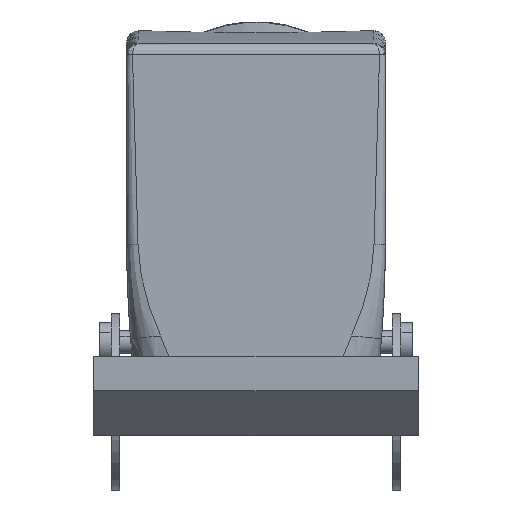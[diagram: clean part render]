
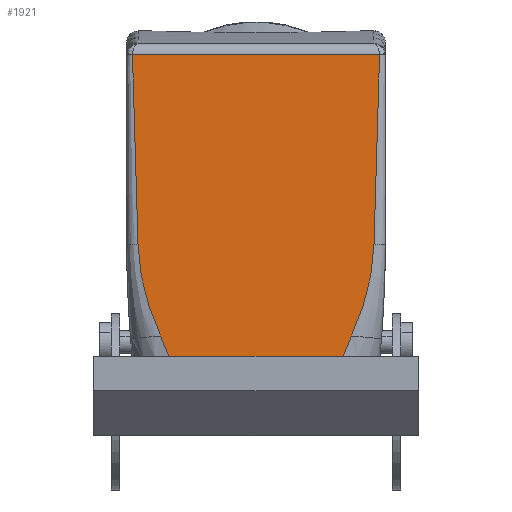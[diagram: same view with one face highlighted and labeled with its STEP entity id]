
A CAD part, front view. The second image highlights one B-rep face of the part: STEP entity #1921.
In plain terms, the highlighted planar face has unit normal (0, -1, 0.013).
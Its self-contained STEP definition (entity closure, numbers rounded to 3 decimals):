
#1806=AXIS2_PLACEMENT_3D('Plane Axis2P3D',#1803,#1804,#1805) ;
#452=CARTESIAN_POINT('Vertex',(14.727,18.,19.8)) ;
#521=CARTESIAN_POINT('Vertex',(42.273,18.,19.8)) ;
#524=CARTESIAN_POINT('Line Origine',(28.5,18.,19.8)) ;
#1105=CARTESIAN_POINT('Control Point',(11.732,18.095,27.086)) ;
#1106=CARTESIAN_POINT('Control Point',(12.038,18.086,26.36)) ;
#1107=CARTESIAN_POINT('Control Point',(12.346,18.076,25.634)) ;
#1108=CARTESIAN_POINT('Control Point',(12.654,18.067,24.906)) ;
#1109=CARTESIAN_POINT('Control Point',(13.263,18.048,23.449)) ;
#1110=CARTESIAN_POINT('Control Point',(13.859,18.029,21.991)) ;
#1111=CARTESIAN_POINT('Control Point',(14.151,18.019,21.262)) ;
#1112=CARTESIAN_POINT('Control Point',(14.44,18.01,20.531)) ;
#1113=CARTESIAN_POINT('Control Point',(14.727,18.,19.8)) ;
#1114=CARTESIAN_POINT('Vertex',(11.732,18.095,27.086)) ;
#1782=CARTESIAN_POINT('Vertex',(45.268,18.095,27.086)) ;
#1786=CARTESIAN_POINT('Control Point',(45.268,18.095,27.086)) ;
#1787=CARTESIAN_POINT('Control Point',(44.962,18.086,26.36)) ;
#1788=CARTESIAN_POINT('Control Point',(44.654,18.076,25.634)) ;
#1789=CARTESIAN_POINT('Control Point',(44.346,18.067,24.906)) ;
#1790=CARTESIAN_POINT('Control Point',(43.737,18.048,23.449)) ;
#1791=CARTESIAN_POINT('Control Point',(43.141,18.029,21.991)) ;
#1792=CARTESIAN_POINT('Control Point',(42.849,18.019,21.262)) ;
#1793=CARTESIAN_POINT('Control Point',(42.56,18.01,20.531)) ;
#1794=CARTESIAN_POINT('Control Point',(42.273,18.,19.8)) ;
#1803=CARTESIAN_POINT('Axis2P3D Location',(28.5,19.046,99.715)) ;
#1809=CARTESIAN_POINT('Control Point',(6.771,18.743,76.527)) ;
#1810=CARTESIAN_POINT('Control Point',(6.779,18.733,75.824)) ;
#1811=CARTESIAN_POINT('Control Point',(6.788,18.724,75.124)) ;
#1812=CARTESIAN_POINT('Control Point',(6.795,18.717,74.57)) ;
#1813=CARTESIAN_POINT('Control Point',(6.815,18.699,73.206)) ;
#1814=CARTESIAN_POINT('Control Point',(6.838,18.681,71.841)) ;
#1815=CARTESIAN_POINT('Control Point',(6.85,18.673,71.173)) ;
#1816=CARTESIAN_POINT('Control Point',(6.961,18.594,65.171)) ;
#1817=CARTESIAN_POINT('Control Point',(7.127,18.515,59.17)) ;
#1818=CARTESIAN_POINT('Control Point',(7.31,18.445,53.827)) ;
#1819=CARTESIAN_POINT('Control Point',(7.48,18.376,48.493)) ;
#1820=CARTESIAN_POINT('Control Point',(7.749,18.306,43.165)) ;
#1821=CARTESIAN_POINT('Vertex',(7.749,18.306,43.165)) ;
#1823=CARTESIAN_POINT('Vertex',(6.771,18.743,76.527)) ;
#1827=CARTESIAN_POINT('Control Point',(7.749,18.306,43.165)) ;
#1828=CARTESIAN_POINT('Control Point',(7.761,18.303,42.926)) ;
#1829=CARTESIAN_POINT('Control Point',(7.773,18.3,42.689)) ;
#1830=CARTESIAN_POINT('Control Point',(7.786,18.297,42.464)) ;
#1831=CARTESIAN_POINT('Control Point',(7.805,18.293,42.146)) ;
#1832=CARTESIAN_POINT('Control Point',(7.827,18.288,41.827)) ;
#1833=CARTESIAN_POINT('Control Point',(7.832,18.287,41.748)) ;
#1834=CARTESIAN_POINT('Control Point',(7.919,18.271,40.51)) ;
#1835=CARTESIAN_POINT('Control Point',(8.041,18.255,39.275)) ;
#1836=CARTESIAN_POINT('Control Point',(8.203,18.24,38.124)) ;
#1837=CARTESIAN_POINT('Control Point',(8.646,18.209,35.759)) ;
#1838=CARTESIAN_POINT('Control Point',(9.295,18.179,33.439)) ;
#1839=CARTESIAN_POINT('Control Point',(9.682,18.163,32.254)) ;
#1840=CARTESIAN_POINT('Control Point',(10.317,18.14,30.506)) ;
#1841=CARTESIAN_POINT('Control Point',(11.013,18.118,28.782)) ;
#1842=CARTESIAN_POINT('Control Point',(11.249,18.11,28.215)) ;
#1843=CARTESIAN_POINT('Control Point',(11.489,18.103,27.65)) ;
#1844=CARTESIAN_POINT('Control Point',(11.732,18.095,27.086)) ;
#1847=CARTESIAN_POINT('Control Point',(49.251,18.306,43.165)) ;
#1848=CARTESIAN_POINT('Control Point',(49.239,18.303,42.926)) ;
#1849=CARTESIAN_POINT('Control Point',(49.227,18.3,42.689)) ;
#1850=CARTESIAN_POINT('Control Point',(49.214,18.297,42.464)) ;
#1851=CARTESIAN_POINT('Control Point',(49.195,18.293,42.146)) ;
#1852=CARTESIAN_POINT('Control Point',(49.173,18.288,41.827)) ;
#1853=CARTESIAN_POINT('Control Point',(49.168,18.287,41.748)) ;
#1854=CARTESIAN_POINT('Control Point',(49.081,18.271,40.51)) ;
#1855=CARTESIAN_POINT('Control Point',(48.959,18.255,39.275)) ;
#1856=CARTESIAN_POINT('Control Point',(48.797,18.24,38.124)) ;
#1857=CARTESIAN_POINT('Control Point',(48.354,18.209,35.759)) ;
#1858=CARTESIAN_POINT('Control Point',(47.705,18.179,33.439)) ;
#1859=CARTESIAN_POINT('Control Point',(47.318,18.163,32.254)) ;
#1860=CARTESIAN_POINT('Control Point',(46.683,18.14,30.506)) ;
#1861=CARTESIAN_POINT('Control Point',(45.987,18.118,28.782)) ;
#1862=CARTESIAN_POINT('Control Point',(45.751,18.11,28.215)) ;
#1863=CARTESIAN_POINT('Control Point',(45.511,18.103,27.65)) ;
#1864=CARTESIAN_POINT('Control Point',(45.268,18.095,27.086)) ;
#1865=CARTESIAN_POINT('Vertex',(49.251,18.306,43.165)) ;
#1869=CARTESIAN_POINT('Control Point',(50.229,18.743,76.527)) ;
#1870=CARTESIAN_POINT('Control Point',(50.221,18.733,75.824)) ;
#1871=CARTESIAN_POINT('Control Point',(50.212,18.724,75.124)) ;
#1872=CARTESIAN_POINT('Control Point',(50.205,18.717,74.57)) ;
#1873=CARTESIAN_POINT('Control Point',(50.185,18.699,73.206)) ;
#1874=CARTESIAN_POINT('Control Point',(50.162,18.681,71.841)) ;
#1875=CARTESIAN_POINT('Control Point',(50.15,18.673,71.173)) ;
#1876=CARTESIAN_POINT('Control Point',(50.039,18.594,65.171)) ;
#1877=CARTESIAN_POINT('Control Point',(49.873,18.515,59.17)) ;
#1878=CARTESIAN_POINT('Control Point',(49.69,18.445,53.827)) ;
#1879=CARTESIAN_POINT('Control Point',(49.52,18.376,48.493)) ;
#1880=CARTESIAN_POINT('Control Point',(49.251,18.306,43.165)) ;
#1881=CARTESIAN_POINT('Vertex',(50.229,18.743,76.527)) ;
#1885=CARTESIAN_POINT('Control Point',(50.225,18.744,76.625)) ;
#1886=CARTESIAN_POINT('Control Point',(50.227,18.744,76.606)) ;
#1887=CARTESIAN_POINT('Control Point',(50.228,18.743,76.586)) ;
#1888=CARTESIAN_POINT('Control Point',(50.229,18.743,76.567)) ;
#1889=CARTESIAN_POINT('Control Point',(50.229,18.743,76.547)) ;
#1890=CARTESIAN_POINT('Control Point',(50.229,18.743,76.527)) ;
#1891=CARTESIAN_POINT('Vertex',(50.225,18.744,76.625)) ;
#1894=CARTESIAN_POINT('Line Origine',(28.5,18.744,76.625)) ;
#1898=CARTESIAN_POINT('Vertex',(6.775,18.744,76.625)) ;
#1902=CARTESIAN_POINT('Control Point',(6.775,18.744,76.625)) ;
#1903=CARTESIAN_POINT('Control Point',(6.773,18.744,76.606)) ;
#1904=CARTESIAN_POINT('Control Point',(6.772,18.743,76.586)) ;
#1905=CARTESIAN_POINT('Control Point',(6.771,18.743,76.567)) ;
#1906=CARTESIAN_POINT('Control Point',(6.771,18.743,76.547)) ;
#1907=CARTESIAN_POINT('Control Point',(6.771,18.743,76.527)) ;
#525=DIRECTION('Vector Direction',(-1.,0.,0.)) ;
#1804=DIRECTION('Axis2P3D Direction',(0.,-1.,0.013)) ;
#1805=DIRECTION('Axis2P3D XDirection',(-1.,0.,0.)) ;
#1895=DIRECTION('Vector Direction',(-1.,0.,0.)) ;
#526=VECTOR('Line Direction',#525,1.) ;
#1896=VECTOR('Line Direction',#1895,1.) ;
#1910=ORIENTED_EDGE('',*,*,#1825,.F.) ;
#1911=ORIENTED_EDGE('',*,*,#1845,.F.) ;
#1912=ORIENTED_EDGE('',*,*,#1116,.F.) ;
#1913=ORIENTED_EDGE('',*,*,#528,.T.) ;
#1914=ORIENTED_EDGE('',*,*,#1795,.T.) ;
#1915=ORIENTED_EDGE('',*,*,#1867,.T.) ;
#1916=ORIENTED_EDGE('',*,*,#1883,.T.) ;
#1917=ORIENTED_EDGE('',*,*,#1893,.T.) ;
#1918=ORIENTED_EDGE('',*,*,#1900,.F.) ;
#1919=ORIENTED_EDGE('',*,*,#1908,.F.) ;
#1921=ADVANCED_FACE('Hood',(#1920),#1807,.T.) ;
#1104=B_SPLINE_CURVE_WITH_KNOTS('',5,(#1105,#1106,#1107,#1108,#1109,#1110,#1111,#1112,#1113),.UNSPECIFIED.,.F.,.U.,(6,3,6),(110.934,114.794,118.655),.UNSPECIFIED.) ;
#1785=B_SPLINE_CURVE_WITH_KNOTS('',5,(#1786,#1787,#1788,#1789,#1790,#1791,#1792,#1793,#1794),.UNSPECIFIED.,.F.,.U.,(6,3,6),(110.934,114.794,118.655),.UNSPECIFIED.) ;
#1808=B_SPLINE_CURVE_WITH_KNOTS('',5,(#1809,#1810,#1811,#1812,#1813,#1814,#1815,#1816,#1817,#1818,#1819,#1820),.UNSPECIFIED.,.F.,.U.,(6,3,3,6),(0.,4.925,9.652,47.392),.UNSPECIFIED.) ;
#1826=B_SPLINE_CURVE_WITH_KNOTS('',5,(#1827,#1828,#1829,#1830,#1831,#1832,#1833,#1834,#1835,#1836,#1837,#1838,#1839,#1840,#1841,#1842,#1843,#1844),.UNSPECIFIED.,.F.,.U.,(6,3,3,3,3,6),(0.,1.7,2.262,10.487,19.27,23.603),.UNSPECIFIED.) ;
#1846=B_SPLINE_CURVE_WITH_KNOTS('',5,(#1847,#1848,#1849,#1850,#1851,#1852,#1853,#1854,#1855,#1856,#1857,#1858,#1859,#1860,#1861,#1862,#1863,#1864),.UNSPECIFIED.,.F.,.U.,(6,3,3,3,3,6),(0.,1.7,2.262,10.487,19.27,23.603),.UNSPECIFIED.) ;
#1868=B_SPLINE_CURVE_WITH_KNOTS('',5,(#1869,#1870,#1871,#1872,#1873,#1874,#1875,#1876,#1877,#1878,#1879,#1880),.UNSPECIFIED.,.F.,.U.,(6,3,3,6),(0.,4.925,9.652,47.392),.UNSPECIFIED.) ;
#1884=B_SPLINE_CURVE_WITH_KNOTS('',5,(#1885,#1886,#1887,#1888,#1889,#1890),.UNSPECIFIED.,.F.,.U.,(6,6),(0.,0.139),.UNSPECIFIED.) ;
#1901=B_SPLINE_CURVE_WITH_KNOTS('',5,(#1902,#1903,#1904,#1905,#1906,#1907),.UNSPECIFIED.,.F.,.U.,(6,6),(0.,0.139),.UNSPECIFIED.) ;
#528=EDGE_CURVE('',#453,#522,#527,.F.) ;
#1116=EDGE_CURVE('',#453,#1115,#1104,.F.) ;
#1795=EDGE_CURVE('',#522,#1783,#1785,.F.) ;
#1825=EDGE_CURVE('',#1822,#1824,#1808,.F.) ;
#1845=EDGE_CURVE('',#1115,#1822,#1826,.F.) ;
#1867=EDGE_CURVE('',#1783,#1866,#1846,.F.) ;
#1883=EDGE_CURVE('',#1866,#1882,#1868,.F.) ;
#1893=EDGE_CURVE('',#1882,#1892,#1884,.F.) ;
#1900=EDGE_CURVE('',#1899,#1892,#1897,.F.) ;
#1908=EDGE_CURVE('',#1824,#1899,#1901,.F.) ;
#1909=EDGE_LOOP('',(#1910,#1911,#1912,#1913,#1914,#1915,#1916,#1917,#1918,#1919)) ;
#1920=FACE_OUTER_BOUND('',#1909,.T.) ;
#527=LINE('Line',#524,#526) ;
#1897=LINE('Line',#1894,#1896) ;
#1807=PLANE('',#1806) ;
#453=VERTEX_POINT('',#452) ;
#522=VERTEX_POINT('',#521) ;
#1115=VERTEX_POINT('',#1114) ;
#1783=VERTEX_POINT('',#1782) ;
#1822=VERTEX_POINT('',#1821) ;
#1824=VERTEX_POINT('',#1823) ;
#1866=VERTEX_POINT('',#1865) ;
#1882=VERTEX_POINT('',#1881) ;
#1892=VERTEX_POINT('',#1891) ;
#1899=VERTEX_POINT('',#1898) ;
